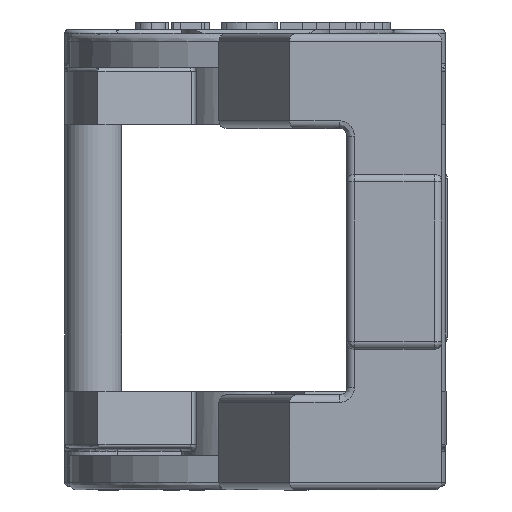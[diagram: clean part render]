
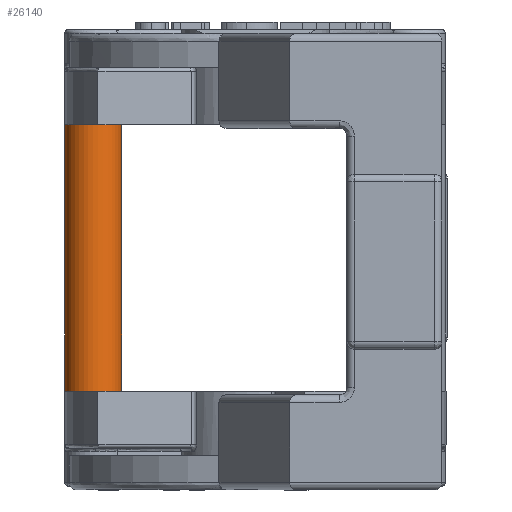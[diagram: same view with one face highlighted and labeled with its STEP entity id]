
A CAD part, left-side view. The second image highlights one B-rep face of the part: STEP entity #26140.
In plain terms, the highlighted cylindrical face has radius 0.75 mm (diameter 1.5 mm), a partial arc.
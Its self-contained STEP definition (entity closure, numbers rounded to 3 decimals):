
#307 = CIRCLE ( 'NONE', #15933, 0.75 ) ;
#1454 = CARTESIAN_POINT ( 'NONE',  ( -4.75, 3.5, -7. ) ) ;
#1703 = CARTESIAN_POINT ( 'NONE',  ( -4.75, 5., -7. ) ) ;
#2847 = DIRECTION ( 'NONE',  ( 0., -1., 0. ) ) ;
#3438 = EDGE_CURVE ( 'NONE', #15106, #21084, #13949, .T. ) ;
#3501 = DIRECTION ( 'NONE',  ( 0., 0., 1. ) ) ;
#3513 = VECTOR ( 'NONE', #21613, 1000. ) ;
#4045 = DIRECTION ( 'NONE',  ( 0., -1., 0. ) ) ;
#4137 = EDGE_CURVE ( 'NONE', #21084, #7023, #18112, .T. ) ;
#4654 = ORIENTED_EDGE ( 'NONE', *, *, #3438, .T. ) ;
#4872 = AXIS2_PLACEMENT_3D ( 'NONE', #7464, #3501, #4045 ) ;
#5379 = EDGE_CURVE ( 'NONE', #7023, #20385, #17230, .T. ) ;
#6418 = DIRECTION ( 'NONE',  ( 0., -1., 0. ) ) ;
#7016 = CARTESIAN_POINT ( 'NONE',  ( -4.75, 5., 0. ) ) ;
#7023 = VERTEX_POINT ( 'NONE', #1454 ) ;
#7464 = CARTESIAN_POINT ( 'NONE',  ( -4.75, 4.25, 2.5 ) ) ;
#8618 = AXIS2_PLACEMENT_3D ( 'NONE', #13359, #25728, #2847 ) ;
#9663 = VECTOR ( 'NONE', #14766, 1000. ) ;
#10331 = FACE_OUTER_BOUND ( 'NONE', #21827, .T. ) ;
#10829 = ORIENTED_EDGE ( 'NONE', *, *, #5379, .T. ) ;
#12476 = CARTESIAN_POINT ( 'NONE',  ( -4.75, 4.25, 0. ) ) ;
#13359 = CARTESIAN_POINT ( 'NONE',  ( -4.75, 4.25, -7. ) ) ;
#13389 = CARTESIAN_POINT ( 'NONE',  ( -4.75, 3.5, -7. ) ) ;
#13949 = LINE ( 'NONE', #24874, #9663 ) ;
#14766 = DIRECTION ( 'NONE',  ( 0., 0., -1. ) ) ;
#15106 = VERTEX_POINT ( 'NONE', #7016 ) ;
#15933 = AXIS2_PLACEMENT_3D ( 'NONE', #12476, #18931, #6418 ) ;
#16060 = EDGE_CURVE ( 'NONE', #20385, #15106, #307, .T. ) ;
#17230 = LINE ( 'NONE', #13389, #3513 ) ;
#17237 = CYLINDRICAL_SURFACE ( 'NONE', #4872, 0.75 ) ;
#17714 = ORIENTED_EDGE ( 'NONE', *, *, #4137, .T. ) ;
#18112 = CIRCLE ( 'NONE', #8618, 0.75 ) ;
#18931 = DIRECTION ( 'NONE',  ( 0., 0., -1. ) ) ;
#19613 = CARTESIAN_POINT ( 'NONE',  ( -4.75, 3.5, 0. ) ) ;
#20385 = VERTEX_POINT ( 'NONE', #19613 ) ;
#21084 = VERTEX_POINT ( 'NONE', #1703 ) ;
#21613 = DIRECTION ( 'NONE',  ( 0., 0., 1. ) ) ;
#21827 = EDGE_LOOP ( 'NONE', ( #25161, #4654, #17714, #10829 ) ) ;
#24874 = CARTESIAN_POINT ( 'NONE',  ( -4.75, 5., 2.5 ) ) ;
#25161 = ORIENTED_EDGE ( 'NONE', *, *, #16060, .T. ) ;
#25728 = DIRECTION ( 'NONE',  ( 0., 0., 1. ) ) ;
#26140 = ADVANCED_FACE ( 'NONE', ( #10331 ), #17237, .T. ) ;
